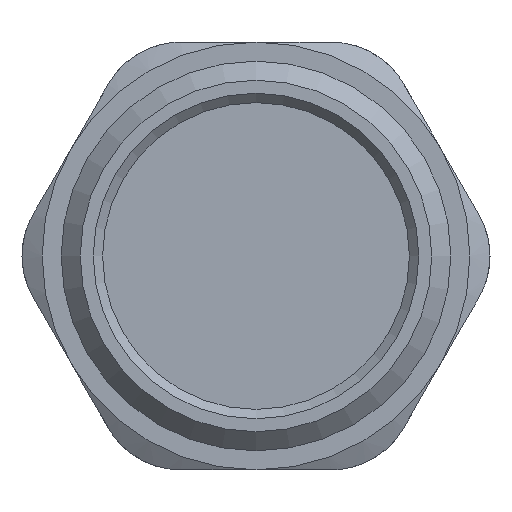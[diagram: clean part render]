
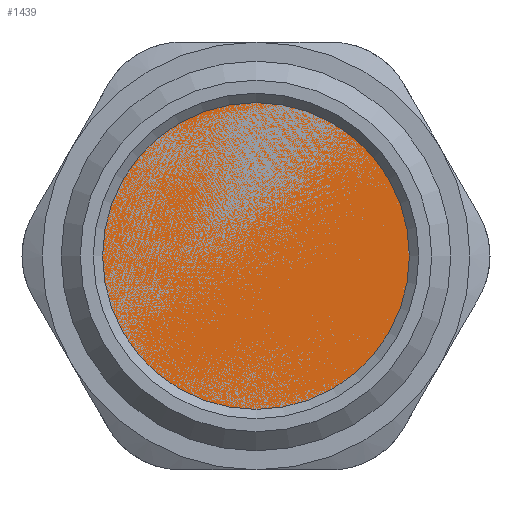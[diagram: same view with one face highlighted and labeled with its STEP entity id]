
A CAD part, front view. The second image highlights one B-rep face of the part: STEP entity #1439.
In plain terms, the highlighted planar face has unit normal (0, -1, 0).
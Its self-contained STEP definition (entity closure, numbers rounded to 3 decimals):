
#467=FACE_OUTER_BOUND('',#554,.T.);
#554=EDGE_LOOP('',(#1324));
#615=CIRCLE('',#1603,10.478);
#741=VERTEX_POINT('',#2768);
#936=EDGE_CURVE('',#741,#741,#615,.T.);
#1324=ORIENTED_EDGE('',*,*,#936,.T.);
#1359=PLANE('',#1602);
#1439=ADVANCED_FACE('',(#467),#1359,.T.);
#1602=AXIS2_PLACEMENT_3D('',#2767,#1963,#1964);
#1603=AXIS2_PLACEMENT_3D('',#2769,#1965,#1966);
#1963=DIRECTION('center_axis',(0.,-1.,0.));
#1964=DIRECTION('ref_axis',(0.,0.,-1.));
#1965=DIRECTION('center_axis',(0.,-1.,0.));
#1966=DIRECTION('ref_axis',(-1.,0.,0.));
#2767=CARTESIAN_POINT('Origin',(-11.767,-7.275,0.));
#2768=CARTESIAN_POINT('',(-1.289,-7.275,0.));
#2769=CARTESIAN_POINT('Origin',(-11.767,-7.275,0.));
